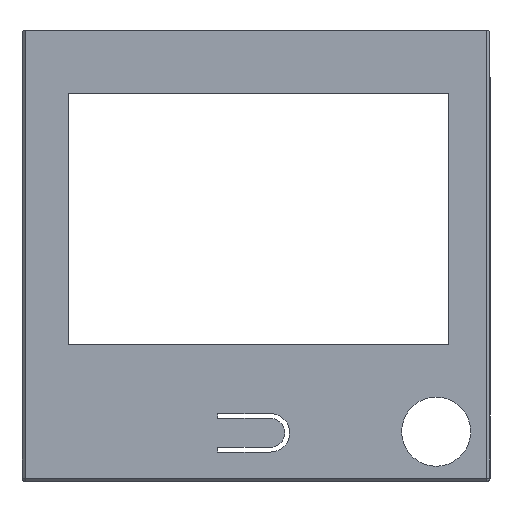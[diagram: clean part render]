
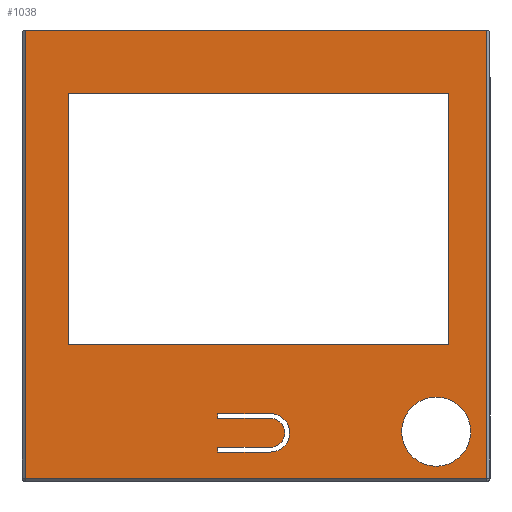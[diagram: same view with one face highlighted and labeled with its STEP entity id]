
A CAD part, top view. The second image highlights one B-rep face of the part: STEP entity #1038.
In plain terms, the highlighted planar face has unit normal (0, 0, 1).
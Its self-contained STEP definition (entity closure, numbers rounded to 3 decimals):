
#20=FACE_BOUND('',#176,.T.);
#21=FACE_BOUND('',#177,.T.);
#22=FACE_BOUND('',#178,.T.);
#70=CIRCLE('',#1133,4.);
#71=CIRCLE('',#1134,3.);
#72=CIRCLE('',#1135,7.19);
#116=FACE_OUTER_BOUND('',#175,.T.);
#175=EDGE_LOOP('',(#784,#785,#786,#787));
#176=EDGE_LOOP('',(#788,#789,#790,#791));
#177=EDGE_LOOP('',(#792,#793,#794,#795,#796,#797,#798,#799));
#178=EDGE_LOOP('',(#800));
#231=LINE('',#1513,#337);
#237=LINE('',#1524,#343);
#241=LINE('',#1534,#347);
#257=LINE('',#1724,#363);
#258=LINE('',#1727,#364);
#259=LINE('',#1729,#365);
#260=LINE('',#1731,#366);
#261=LINE('',#1732,#367);
#262=LINE('',#1737,#368);
#263=LINE('',#1739,#369);
#264=LINE('',#1741,#370);
#265=LINE('',#1745,#371);
#266=LINE('',#1747,#372);
#267=LINE('',#1748,#373);
#337=VECTOR('',#1206,10.);
#343=VECTOR('',#1214,10.);
#347=VECTOR('',#1224,10.);
#363=VECTOR('',#1320,10.);
#364=VECTOR('',#1321,10.);
#365=VECTOR('',#1322,10.);
#366=VECTOR('',#1323,10.);
#367=VECTOR('',#1324,10.);
#368=VECTOR('',#1327,10.);
#369=VECTOR('',#1328,10.);
#370=VECTOR('',#1329,10.);
#371=VECTOR('',#1332,10.);
#372=VECTOR('',#1333,10.);
#373=VECTOR('',#1334,10.);
#439=VERTEX_POINT('',#1510);
#440=VERTEX_POINT('',#1512);
#442=VERTEX_POINT('',#1518);
#445=VERTEX_POINT('',#1528);
#474=VERTEX_POINT('',#1725);
#475=VERTEX_POINT('',#1726);
#476=VERTEX_POINT('',#1728);
#477=VERTEX_POINT('',#1730);
#478=VERTEX_POINT('',#1733);
#479=VERTEX_POINT('',#1734);
#480=VERTEX_POINT('',#1736);
#481=VERTEX_POINT('',#1738);
#482=VERTEX_POINT('',#1740);
#483=VERTEX_POINT('',#1742);
#484=VERTEX_POINT('',#1744);
#485=VERTEX_POINT('',#1746);
#486=VERTEX_POINT('',#1749);
#540=EDGE_CURVE('',#439,#440,#231,.T.);
#546=EDGE_CURVE('',#440,#442,#237,.T.);
#551=EDGE_CURVE('',#442,#445,#241,.T.);
#592=EDGE_CURVE('',#439,#445,#257,.T.);
#593=EDGE_CURVE('',#474,#475,#258,.T.);
#594=EDGE_CURVE('',#475,#476,#259,.T.);
#595=EDGE_CURVE('',#476,#477,#260,.T.);
#596=EDGE_CURVE('',#477,#474,#261,.T.);
#597=EDGE_CURVE('',#478,#479,#70,.T.);
#598=EDGE_CURVE('',#479,#480,#262,.T.);
#599=EDGE_CURVE('',#480,#481,#263,.T.);
#600=EDGE_CURVE('',#481,#482,#264,.T.);
#601=EDGE_CURVE('',#482,#483,#71,.T.);
#602=EDGE_CURVE('',#483,#484,#265,.T.);
#603=EDGE_CURVE('',#484,#485,#266,.T.);
#604=EDGE_CURVE('',#485,#478,#267,.T.);
#605=EDGE_CURVE('',#486,#486,#72,.T.);
#784=ORIENTED_EDGE('',*,*,#540,.F.);
#785=ORIENTED_EDGE('',*,*,#592,.T.);
#786=ORIENTED_EDGE('',*,*,#551,.F.);
#787=ORIENTED_EDGE('',*,*,#546,.F.);
#788=ORIENTED_EDGE('',*,*,#593,.T.);
#789=ORIENTED_EDGE('',*,*,#594,.T.);
#790=ORIENTED_EDGE('',*,*,#595,.T.);
#791=ORIENTED_EDGE('',*,*,#596,.T.);
#792=ORIENTED_EDGE('',*,*,#597,.T.);
#793=ORIENTED_EDGE('',*,*,#598,.T.);
#794=ORIENTED_EDGE('',*,*,#599,.T.);
#795=ORIENTED_EDGE('',*,*,#600,.T.);
#796=ORIENTED_EDGE('',*,*,#601,.T.);
#797=ORIENTED_EDGE('',*,*,#602,.T.);
#798=ORIENTED_EDGE('',*,*,#603,.T.);
#799=ORIENTED_EDGE('',*,*,#604,.T.);
#800=ORIENTED_EDGE('',*,*,#605,.T.);
#988=PLANE('',#1132);
#1038=ADVANCED_FACE('',(#116,#20,#21,#22),#988,.T.);
#1132=AXIS2_PLACEMENT_3D('',#1723,#1318,#1319);
#1133=AXIS2_PLACEMENT_3D('',#1735,#1325,#1326);
#1134=AXIS2_PLACEMENT_3D('',#1743,#1330,#1331);
#1135=AXIS2_PLACEMENT_3D('',#1750,#1335,#1336);
#1206=DIRECTION('',(0.,-1.,0.));
#1214=DIRECTION('',(-1.,0.,0.));
#1224=DIRECTION('',(0.,1.,0.));
#1318=DIRECTION('center_axis',(0.,0.,
1.));
#1319=DIRECTION('ref_axis',(1.,0.,0.));
#1320=DIRECTION('',(-1.,0.,0.));
#1321=DIRECTION('',(-1.,0.,0.));
#1322=DIRECTION('',(0.,1.,0.));
#1323=DIRECTION('',(1.,0.,0.));
#1324=DIRECTION('',(0.,-1.,0.));
#1325=DIRECTION('center_axis',(0.,0.,
-1.));
#1326=DIRECTION('ref_axis',(0.,-1.,0.));
#1327=DIRECTION('',(-1.,0.,0.));
#1328=DIRECTION('',(0.,1.,0.));
#1329=DIRECTION('',(1.,0.,0.));
#1330=DIRECTION('center_axis',(0.,0.,
1.));
#1331=DIRECTION('ref_axis',(0.,-1.,0.));
#1332=DIRECTION('',(-1.,0.,0.));
#1333=DIRECTION('',(0.,1.,0.));
#1334=DIRECTION('',(1.,0.,0.));
#1335=DIRECTION('center_axis',(0.,0.,
-1.));
#1336=DIRECTION('ref_axis',(1.,0.,0.));
#1510=CARTESIAN_POINT('',(47.4,64.842,7.6));
#1512=CARTESIAN_POINT('',(47.4,-28.4,7.6));
#1513=CARTESIAN_POINT('',(47.4,27.35,7.6));
#1518=CARTESIAN_POINT('',(-48.4,-28.4,7.6));
#1524=CARTESIAN_POINT('',(45.85,-28.4,7.6));
#1528=CARTESIAN_POINT('',(-48.4,64.842,7.6));
#1534=CARTESIAN_POINT('',(-48.4,-18.35,7.6));
#1723=CARTESIAN_POINT('Origin',(43.5,-7.5,7.6));
#1724=CARTESIAN_POINT('',(48.2,64.842,7.6));
#1725=CARTESIAN_POINT('',(39.6,-0.6,7.6));
#1726=CARTESIAN_POINT('',(-39.6,-0.6,7.6));
#1727=CARTESIAN_POINT('',(39.6,-0.6,7.6));
#1728=CARTESIAN_POINT('',(-39.6,51.6,7.6));
#1729=CARTESIAN_POINT('',(-39.6,-0.6,7.6));
#1730=CARTESIAN_POINT('',(39.6,51.6,7.6));
#1731=CARTESIAN_POINT('',(-39.6,51.6,7.6));
#1732=CARTESIAN_POINT('',(39.6,51.6,7.6));
#1733=CARTESIAN_POINT('',(2.5,-15.,7.6));
#1734=CARTESIAN_POINT('',(2.5,-23.,7.6));
#1735=CARTESIAN_POINT('Origin',(2.5,-19.,7.6));
#1736=CARTESIAN_POINT('',(-8.5,-23.,7.6));
#1737=CARTESIAN_POINT('',(2.5,-23.,7.6));
#1738=CARTESIAN_POINT('',(-8.5,-22.,7.6));
#1739=CARTESIAN_POINT('',(-8.5,-23.,7.6));
#1740=CARTESIAN_POINT('',(2.5,-22.,7.6));
#1741=CARTESIAN_POINT('',(2.5,-22.,7.6));
#1742=CARTESIAN_POINT('',(2.5,-16.,7.6));
#1743=CARTESIAN_POINT('Origin',(2.5,-19.,7.6));
#1744=CARTESIAN_POINT('',(-8.5,-16.,7.6));
#1745=CARTESIAN_POINT('',(2.5,-16.,7.6));
#1746=CARTESIAN_POINT('',(-8.5,-15.,7.6));
#1747=CARTESIAN_POINT('',(-8.5,-16.,7.6));
#1748=CARTESIAN_POINT('',(-8.5,-15.,7.6));
#1749=CARTESIAN_POINT('',(29.81,-18.75,7.6));
#1750=CARTESIAN_POINT('Origin',(37.,-18.75,7.6));
